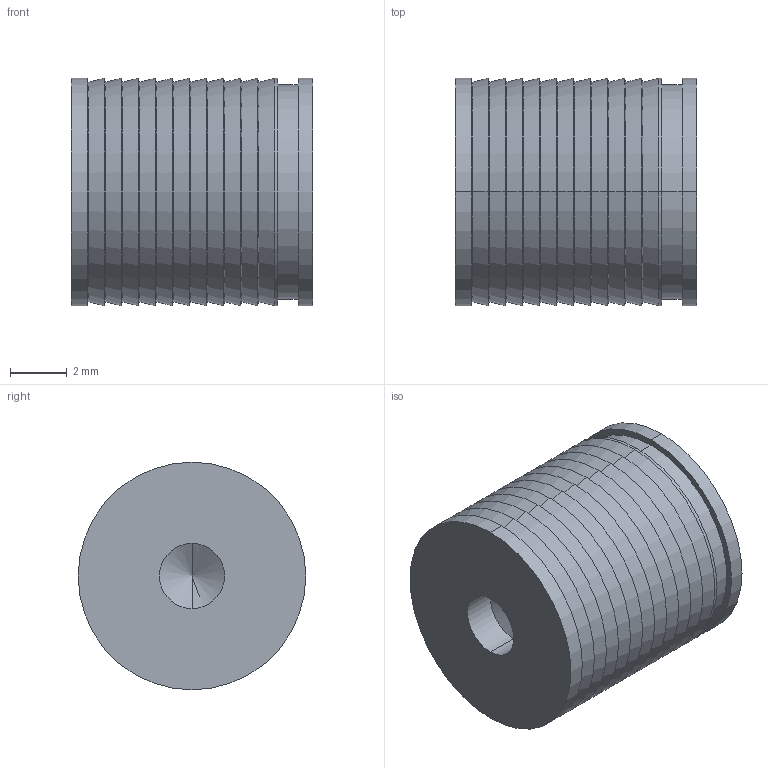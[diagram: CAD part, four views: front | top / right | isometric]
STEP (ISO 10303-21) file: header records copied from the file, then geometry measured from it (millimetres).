
FILE_DESCRIPTION(('STEP AP214'),'1');
FILE_NAME(' ',' ',('TraceParts'),('TraceParts S.A.'),'XStep 1.0',' ',' ');
FILE_SCHEMA(('automotive_design'));
Length unit declared in the file: millimetre
Products named in the file (1): 1
Bounding box: 8.5 x 8 x 8 mm (x, y, z)
Volume: 405.4 mm3; surface area: 365.9 mm2
Topology: 1 solids, 1 shells, 60 faces, 120 edges, 63 vertices
Faces by surface type: cone 46, cylinder 10, plane 4
Entity records: 2917 total; most frequent: DIRECTION 302, STYLED_ITEM 242, PRESENTATION_STYLE_ASSIGNMENT 242, CARTESIAN_POINT 242, COLOUR_RGB 242, ORIENTED_EDGE 236, AXIS2_PLACEMENT_3D 123, EDGE_CURVE 118
